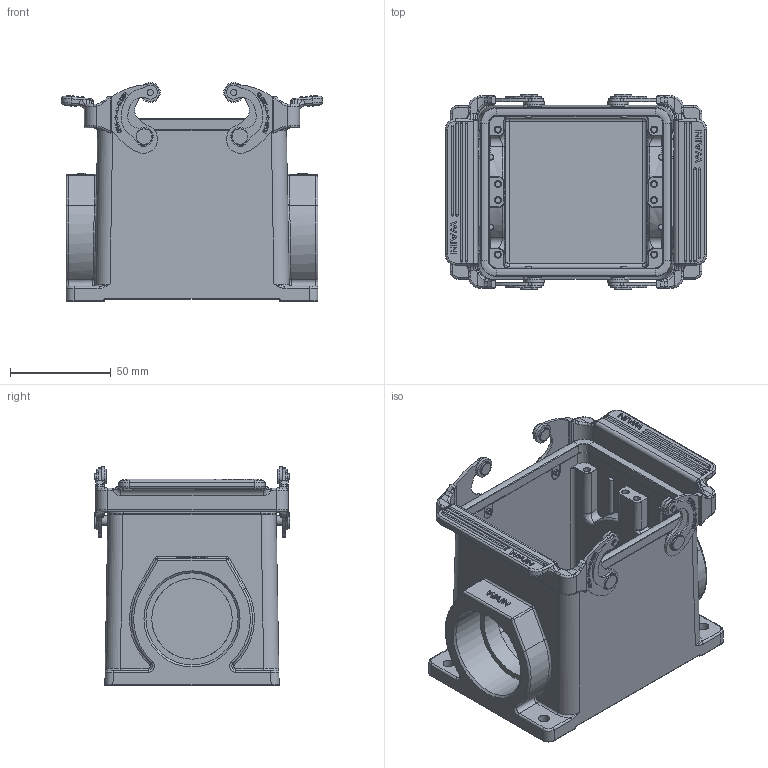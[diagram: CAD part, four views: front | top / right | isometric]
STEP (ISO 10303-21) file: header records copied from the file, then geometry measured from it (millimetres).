
FILE_DESCRIPTION(/* description */ (''),/* implementation_level */ '2;1');
FILE_NAME(/* name */ '3D_1240322411013_HV32B-SF-2L_SC-PG36_V1.1.stp',/* time_stamp */ '2023-12-29T11:15:50+08:00',/* author */ (''),/* organization */ (''),/* preprocessor_version */ 'ST-DEVELOPER v18.1',/* originating_system */ 'SIEMENS PLM Software NX 1980',/* authorisation */ '');
FILE_SCHEMA (('AP203_CONFIGURATION_CONTROLLED_3D_DESIGN_OF_MECHANICAL_PARTS_AND_ASSEMBLIES_MIM_LF { 1 0 10303 403 2 1 2}'));
Products named in the file (1): 3D_1240322411033_HV32B-SF-2L_SC-2PG36_V1.1_stp
Bounding box: 129.79 x 97 x 108.59 mm (x, y, z)
Volume: 301987.3 mm3; surface area: 108091.4 mm2
Topology: 5 solids, 5 shells, 1767 faces, 4513 edges, 2860 vertices
Faces by surface type: plane 759, cylinder 633, bspline 142, torus 83, extrusion 64, sphere 52, cone 34
Full cylindrical faces by diameter (mm): 1.893 x4, 2.959 x4, 3 x8, 3.5 x8, 4.8 x4, 4.9 x4, 5 x8, 5.5 x4, 7 x4, 8 x4, 9.8 x4, 40 x1, 45.7 x2
Entity records: 75101 total; most frequent: CARTESIAN_POINT 25149, ORIENTED_EDGE 8608, DIRECTION 8525, EDGE_CURVE 4304, AXIS2_PLACEMENT_3D 3110, VERTEX_POINT 2786, VECTOR 2305, LINE 2241
